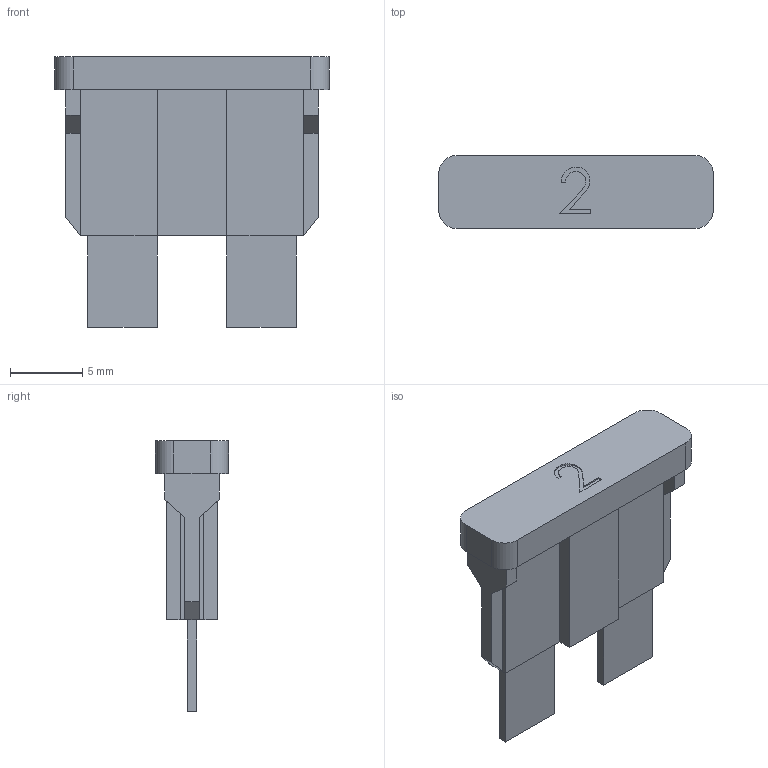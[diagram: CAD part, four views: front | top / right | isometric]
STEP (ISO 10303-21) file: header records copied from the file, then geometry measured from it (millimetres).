
FILE_DESCRIPTION (( 'STEP AP214' ), '1' );
FILE_NAME ('User Library-blade fuse - 1 to 40 a - 32 v.STEP', '2022-04-28T20:34:11', ( '' ), ( '' ), 'SwSTEP 2.0', 'SolidWorks 2021', '' );
FILE_SCHEMA (( 'AUTOMOTIVE_DESIGN' ));
Length unit declared in the file: inch
Products named in the file (1): User Library-blade fuse - 1 to 40 a - 32 v
Bounding box: 19.05 x 5.08 x 18.8 mm (x, y, z)
Volume: 545.4 mm3; surface area: 1061.6 mm2
Topology: 1 solids, 1 shells, 105 faces, 286 edges, 184 vertices
Faces by surface type: plane 87, cylinder 12, bspline 6
Entity records: 5021 total; most frequent: CARTESIAN_POINT 982, ORIENTED_EDGE 572, DIRECTION 502, EDGE_CURVE 286, VECTOR 246, LINE 246, VERTEX_POINT 184, AXIS2_PLACEMENT_3D 128
